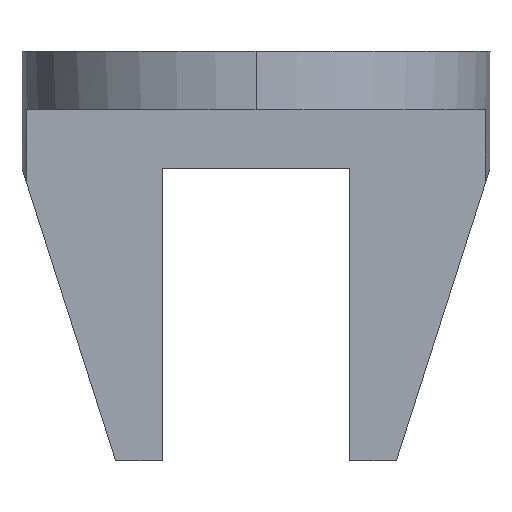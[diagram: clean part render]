
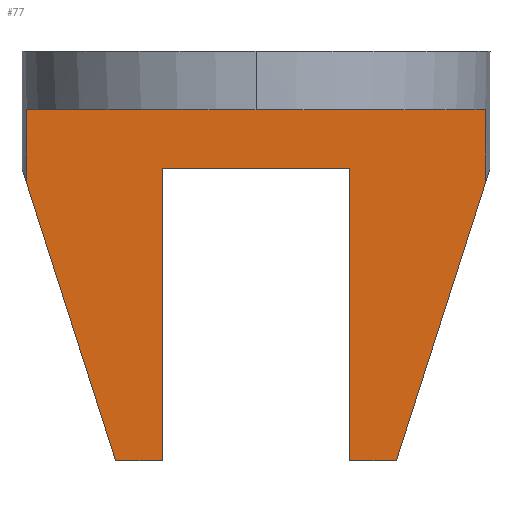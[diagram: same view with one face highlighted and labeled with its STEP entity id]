
A CAD part, top view. The second image highlights one B-rep face of the part: STEP entity #77.
In plain terms, the highlighted planar face has unit normal (0, 0, 1).
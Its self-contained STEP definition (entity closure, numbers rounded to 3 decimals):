
#4 = DIRECTION ( 'NONE',  ( 0., 1., 0. ) ) ;
#6 = LINE ( 'NONE', #169, #234 ) ;
#23 = EDGE_CURVE ( 'NONE', #141, #358, #165, .T. ) ;
#27 = VECTOR ( 'NONE', #339, 1000. ) ;
#31 = LINE ( 'NONE', #195, #230 ) ;
#32 = CARTESIAN_POINT ( 'NONE',  ( -19.596, -30., 4. ) ) ;
#46 = CARTESIAN_POINT ( 'NONE',  ( 9.065, -39.172, 4. ) ) ;
#47 = CARTESIAN_POINT ( 'NONE',  ( -19.596, -30., 4. ) ) ;
#48 = VERTEX_POINT ( 'NONE', #283 ) ;
#52 = VERTEX_POINT ( 'NONE', #481 ) ;
#54 = VERTEX_POINT ( 'NONE', #364 ) ;
#75 = CARTESIAN_POINT ( 'NONE',  ( -19.596, -30., 4. ) ) ;
#77 = ADVANCED_FACE ( 'NONE', ( #210 ), #88, .F. ) ;
#82 = CARTESIAN_POINT ( 'NONE',  ( 8., -30., 4. ) ) ;
#84 = LINE ( 'NONE', #46, #155 ) ;
#88 = PLANE ( 'NONE',  #485 ) ;
#89 = VERTEX_POINT ( 'NONE', #398 ) ;
#92 = ORIENTED_EDGE ( 'NONE', *, *, #370, .F. ) ;
#127 = VERTEX_POINT ( 'NONE', #357 ) ;
#135 = LINE ( 'NONE', #429, #439 ) ;
#141 = VERTEX_POINT ( 'NONE', #241 ) ;
#142 = EDGE_CURVE ( 'NONE', #52, #54, #6, .T. ) ;
#143 = VERTEX_POINT ( 'NONE', #478 ) ;
#149 = VECTOR ( 'NONE', #377, 1000. ) ;
#155 = VECTOR ( 'NONE', #318, 1000. ) ;
#156 = DIRECTION ( 'NONE',  ( -1., 0., 0. ) ) ;
#163 = LINE ( 'NONE', #75, #406 ) ;
#165 = LINE ( 'NONE', #395, #500 ) ;
#169 = CARTESIAN_POINT ( 'NONE',  ( 19.596, -30., 4. ) ) ;
#176 = ORIENTED_EDGE ( 'NONE', *, *, #297, .F. ) ;
#178 = EDGE_CURVE ( 'NONE', #89, #216, #163, .T. ) ;
#195 = CARTESIAN_POINT ( 'NONE',  ( -12.706, -27.795, 4. ) ) ;
#197 = EDGE_CURVE ( 'NONE', #143, #48, #31, .T. ) ;
#203 = DIRECTION ( 'NONE',  ( -1., 0., 0. ) ) ;
#210 = FACE_OUTER_BOUND ( 'NONE', #431, .T. ) ;
#214 = ORIENTED_EDGE ( 'NONE', *, *, #492, .T. ) ;
#216 = VERTEX_POINT ( 'NONE', #82 ) ;
#219 = LINE ( 'NONE', #374, #27 ) ;
#228 = DIRECTION ( 'NONE',  ( 0.305, -0.952, 0. ) ) ;
#230 = VECTOR ( 'NONE', #228, 1000. ) ;
#231 = LINE ( 'NONE', #32, #329 ) ;
#234 = VECTOR ( 'NONE', #319, 1000. ) ;
#241 = CARTESIAN_POINT ( 'NONE',  ( -8., -30., 4. ) ) ;
#263 = CARTESIAN_POINT ( 'NONE',  ( 8., -5., 4. ) ) ;
#265 = CARTESIAN_POINT ( 'NONE',  ( -19.596, -5., 4. ) ) ;
#267 = CARTESIAN_POINT ( 'NONE',  ( -8., -5., 4. ) ) ;
#270 = LINE ( 'NONE', #340, #334 ) ;
#283 = CARTESIAN_POINT ( 'NONE',  ( -12., -30., 4. ) ) ;
#288 = DIRECTION ( 'NONE',  ( 0., 0., -1. ) ) ;
#290 = VERTEX_POINT ( 'NONE', #263 ) ;
#297 = EDGE_CURVE ( 'NONE', #141, #48, #219, .T. ) ;
#300 = LINE ( 'NONE', #265, #149 ) ;
#318 = DIRECTION ( 'NONE',  ( -0.305, -0.952, 0. ) ) ;
#319 = DIRECTION ( 'NONE',  ( 0., 1., 0. ) ) ;
#320 = ORIENTED_EDGE ( 'NONE', *, *, #408, .F. ) ;
#326 = ORIENTED_EDGE ( 'NONE', *, *, #424, .F. ) ;
#327 = ORIENTED_EDGE ( 'NONE', *, *, #23, .T. ) ;
#329 = VECTOR ( 'NONE', #388, 1000. ) ;
#334 = VECTOR ( 'NONE', #417, 1000. ) ;
#335 = EDGE_CURVE ( 'NONE', #358, #290, #300, .T. ) ;
#339 = DIRECTION ( 'NONE',  ( -1., 0., 0. ) ) ;
#340 = CARTESIAN_POINT ( 'NONE',  ( 8., -30., 4. ) ) ;
#357 = CARTESIAN_POINT ( 'NONE',  ( -19.596, 0., 4. ) ) ;
#358 = VERTEX_POINT ( 'NONE', #267 ) ;
#359 = DIRECTION ( 'NONE',  ( -1., 0., 0. ) ) ;
#362 = ORIENTED_EDGE ( 'NONE', *, *, #335, .T. ) ;
#364 = CARTESIAN_POINT ( 'NONE',  ( 19.596, 0., 4. ) ) ;
#370 = EDGE_CURVE ( 'NONE', #216, #290, #270, .T. ) ;
#374 = CARTESIAN_POINT ( 'NONE',  ( -19.596, -30., 4. ) ) ;
#377 = DIRECTION ( 'NONE',  ( 1., 0., 0. ) ) ;
#388 = DIRECTION ( 'NONE',  ( 0., 1., 0. ) ) ;
#391 = ORIENTED_EDGE ( 'NONE', *, *, #178, .F. ) ;
#395 = CARTESIAN_POINT ( 'NONE',  ( -8., -30., 4. ) ) ;
#398 = CARTESIAN_POINT ( 'NONE',  ( 12., -30., 4. ) ) ;
#406 = VECTOR ( 'NONE', #156, 1000. ) ;
#408 = EDGE_CURVE ( 'NONE', #143, #127, #231, .T. ) ;
#409 = ORIENTED_EDGE ( 'NONE', *, *, #197, .T. ) ;
#417 = DIRECTION ( 'NONE',  ( 0., 1., 0. ) ) ;
#424 = EDGE_CURVE ( 'NONE', #52, #89, #84, .T. ) ;
#429 = CARTESIAN_POINT ( 'NONE',  ( -19.596, 0., 4. ) ) ;
#431 = EDGE_LOOP ( 'NONE', ( #326, #469, #214, #320, #409, #176, #327, #362, #92, #391 ) ) ;
#439 = VECTOR ( 'NONE', #359, 1000. ) ;
#469 = ORIENTED_EDGE ( 'NONE', *, *, #142, .T. ) ;
#478 = CARTESIAN_POINT ( 'NONE',  ( -19.596, -6.263, 4. ) ) ;
#481 = CARTESIAN_POINT ( 'NONE',  ( 19.596, -6.263, 4. ) ) ;
#485 = AXIS2_PLACEMENT_3D ( 'NONE', #47, #288, #203 ) ;
#492 = EDGE_CURVE ( 'NONE', #54, #127, #135, .T. ) ;
#500 = VECTOR ( 'NONE', #4, 1000. ) ;
